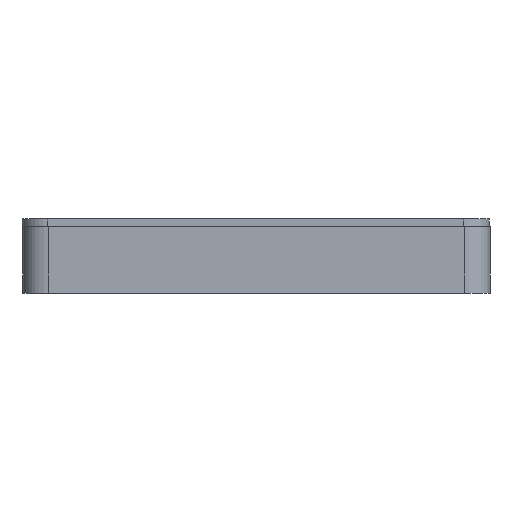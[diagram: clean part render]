
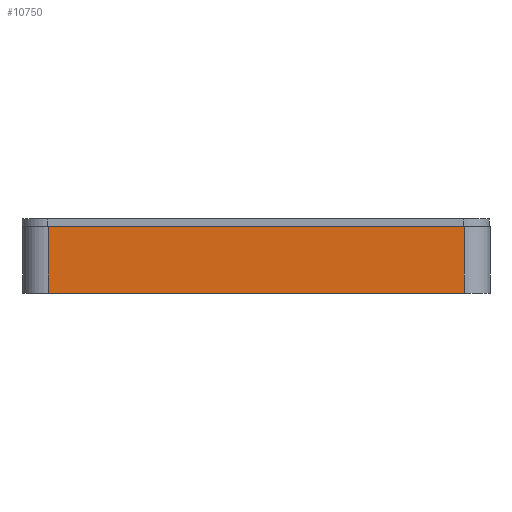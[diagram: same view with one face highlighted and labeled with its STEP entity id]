
A CAD part, front view. The second image highlights one B-rep face of the part: STEP entity #10750.
In plain terms, the highlighted planar face has unit normal (0, -1, 0).
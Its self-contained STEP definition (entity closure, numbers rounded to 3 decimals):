
#955=PLANE('',#11375);
#1182=FACE_OUTER_BOUND('',#1763,.T.);
#1763=EDGE_LOOP('',(#7372,#7373,#7374,#7375));
#2561=LINE('',#14314,#3470);
#2563=LINE('',#14320,#3472);
#2564=LINE('',#14322,#3473);
#2565=LINE('',#14323,#3474);
#3470=VECTOR('',#12055,10.);
#3472=VECTOR('',#12061,10.);
#3473=VECTOR('',#12062,10.);
#3474=VECTOR('',#12063,10.);
#4668=VERTEX_POINT('',#14311);
#4669=VERTEX_POINT('',#14313);
#4671=VERTEX_POINT('',#14319);
#4672=VERTEX_POINT('',#14321);
#5748=EDGE_CURVE('',#4668,#4669,#2561,.T.);
#5751=EDGE_CURVE('',#4671,#4668,#2563,.T.);
#5752=EDGE_CURVE('',#4672,#4671,#2564,.T.);
#5753=EDGE_CURVE('',#4669,#4672,#2565,.T.);
#7372=ORIENTED_EDGE('',*,*,#5748,.F.);
#7373=ORIENTED_EDGE('',*,*,#5751,.F.);
#7374=ORIENTED_EDGE('',*,*,#5752,.F.);
#7375=ORIENTED_EDGE('',*,*,#5753,.F.);
#10750=ADVANCED_FACE('',(#1182),#955,.T.);
#11375=AXIS2_PLACEMENT_3D('',#14318,#12059,#12060);
#12055=DIRECTION('',(0.,0.,-1.));
#12059=DIRECTION('center_axis',(0.,-1.,0.));
#12060=DIRECTION('ref_axis',(1.,0.,0.));
#12061=DIRECTION('',(1.,0.,0.));
#12062=DIRECTION('',(0.,0.,1.));
#12063=DIRECTION('',(-1.,0.,0.));
#14311=CARTESIAN_POINT('',(58.522,-63.609,13.));
#14313=CARTESIAN_POINT('',(58.522,-63.609,0.));
#14314=CARTESIAN_POINT('',(58.522,-63.609,0.));
#14318=CARTESIAN_POINT('Origin',(-27.603,-63.609,0.));
#14319=CARTESIAN_POINT('',(-22.603,-63.609,13.));
#14320=CARTESIAN_POINT('',(63.522,-63.609,13.));
#14321=CARTESIAN_POINT('',(-22.603,-63.609,0.));
#14322=CARTESIAN_POINT('',(-22.603,-63.609,0.));
#14323=CARTESIAN_POINT('',(63.522,-63.609,0.));
